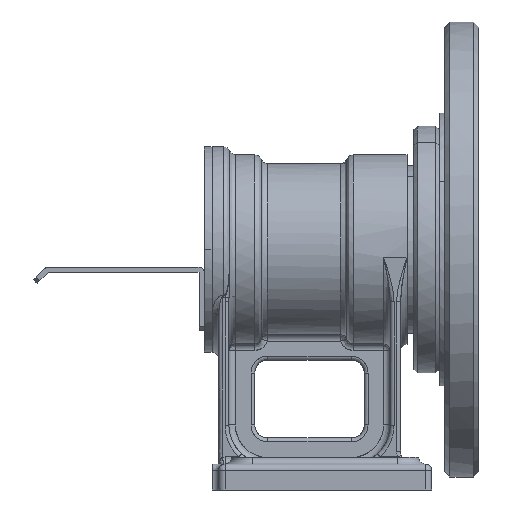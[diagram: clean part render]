
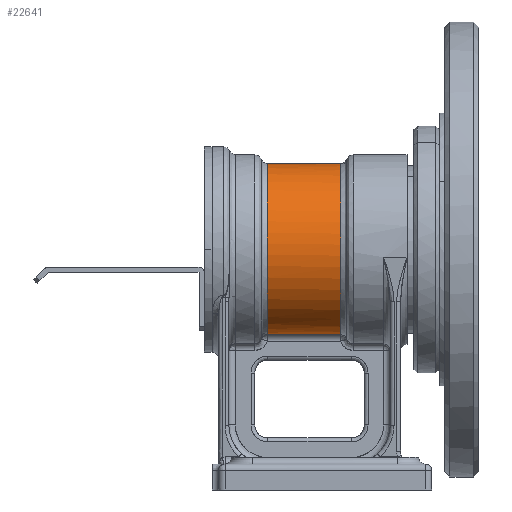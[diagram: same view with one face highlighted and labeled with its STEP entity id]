
A CAD part, front view. The second image highlights one B-rep face of the part: STEP entity #22641.
In plain terms, the highlighted free-form (B-spline) face has degree [2, 1] with [5, 2] control points.
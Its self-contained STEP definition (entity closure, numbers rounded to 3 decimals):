
#22641 = ADVANCED_FACE('',(#22642),#22678,.T.);
#22642 = FACE_BOUND('',#22643,.T.);
#22643 = EDGE_LOOP('',(#22644,#22653,#22663,#22670));
#22644 = ORIENTED_EDGE('',*,*,#22645,.T.);
#22645 = EDGE_CURVE('',#22646,#22648,#22650,.T.);
#22646 = VERTEX_POINT('',#22647);
#22647 = CARTESIAN_POINT('',(16.923,0.,353.963));
#22648 = VERTEX_POINT('',#22649);
#22649 = CARTESIAN_POINT('',(-62.699,0.,353.963));
#22650 = B_SPLINE_CURVE_WITH_KNOTS('',1,(#22651,#22652),.UNSPECIFIED.,
  .F.,.F.,(2,2),(0.,56.461),.PIECEWISE_BEZIER_KNOTS.);
#22651 = CARTESIAN_POINT('',(16.923,0.,353.963));
#22652 = CARTESIAN_POINT('',(-62.699,0.,353.963));
#22653 = ORIENTED_EDGE('',*,*,#22654,.T.);
#22654 = EDGE_CURVE('',#22648,#22655,#22657,.T.);
#22655 = VERTEX_POINT('',#22656);
#22656 = CARTESIAN_POINT('',(-62.699,-11.798,
    168.566));
#22657 = ( BOUNDED_CURVE() B_SPLINE_CURVE(2,(#22658,#22659,#22660,#22661
,#22662),.UNSPECIFIED.,.F.,.F.) B_SPLINE_CURVE_WITH_KNOTS((3,2,3),(
    3.269,4.776,6.283),
.PIECEWISE_BEZIER_KNOTS.) CURVE() GEOMETRIC_REPRESENTATION_ITEM() 
RATIONAL_B_SPLINE_CURVE((1.,0.729,1.,0.729,1.)) 
REPRESENTATION_ITEM('') );
#22658 = CARTESIAN_POINT('',(-62.699,0.,
    353.963));
#22659 = CARTESIAN_POINT('',(-62.699,-87.339,
    353.963));
#22660 = CARTESIAN_POINT('',(-62.699,-92.886,
    266.8));
#22661 = CARTESIAN_POINT('',(-62.699,-98.433,
    179.637));
#22662 = CARTESIAN_POINT('',(-62.699,-11.798,
    168.566));
#22663 = ORIENTED_EDGE('',*,*,#22664,.T.);
#22664 = EDGE_CURVE('',#22655,#22665,#22667,.T.);
#22665 = VERTEX_POINT('',#22666);
#22666 = CARTESIAN_POINT('',(16.923,-11.798,
    168.566));
#22667 = B_SPLINE_CURVE_WITH_KNOTS('',1,(#22668,#22669),.UNSPECIFIED.,
  .F.,.F.,(2,2),(0.,56.461),.PIECEWISE_BEZIER_KNOTS.);
#22668 = CARTESIAN_POINT('',(-62.699,-11.798,
    168.566));
#22669 = CARTESIAN_POINT('',(16.923,-11.798,
    168.566));
#22670 = ORIENTED_EDGE('',*,*,#22671,.T.);
#22671 = EDGE_CURVE('',#22665,#22646,#22672,.T.);
#22672 = ( BOUNDED_CURVE() B_SPLINE_CURVE(2,(#22673,#22674,#22675,#22676
,#22677),.UNSPECIFIED.,.F.,.F.) B_SPLINE_CURVE_WITH_KNOTS((3,2,3),(
    3.269,4.776,6.283),
.PIECEWISE_BEZIER_KNOTS.) CURVE() GEOMETRIC_REPRESENTATION_ITEM() 
RATIONAL_B_SPLINE_CURVE((1.,0.729,1.,0.729,1.)) 
REPRESENTATION_ITEM('') );
#22673 = CARTESIAN_POINT('',(16.923,-11.798,
    168.566));
#22674 = CARTESIAN_POINT('',(16.923,-98.433,
    179.637));
#22675 = CARTESIAN_POINT('',(16.923,-92.886,
    266.8));
#22676 = CARTESIAN_POINT('',(16.923,-87.339,
    353.963));
#22677 = CARTESIAN_POINT('',(16.923,0.,
    353.963));
#22678 = ( BOUNDED_SURFACE() B_SPLINE_SURFACE(2,1,(
    (#22679,#22680)
    ,(#22681,#22682)
    ,(#22683,#22684)
    ,(#22685,#22686)
    ,(#22687,#22688
)),.UNSPECIFIED.,.F.,.F.,.F.) B_SPLINE_SURFACE_WITH_KNOTS((3,2,3),(2,2),
  (-1.507,0.,1.507),(-56.461,0.),
.PIECEWISE_BEZIER_KNOTS.) GEOMETRIC_REPRESENTATION_ITEM() 
RATIONAL_B_SPLINE_SURFACE((
    (1.,1.)
    ,(0.729,0.729)
    ,(1.,1.)
    ,(0.729,0.729)
,(1.,1.))) REPRESENTATION_ITEM('') SURFACE() );
#22679 = CARTESIAN_POINT('',(16.923,-11.798,
    168.566));
#22680 = CARTESIAN_POINT('',(-62.699,-11.798,
    168.566));
#22681 = CARTESIAN_POINT('',(16.923,-98.433,
    179.637));
#22682 = CARTESIAN_POINT('',(-62.699,-98.433,
    179.637));
#22683 = CARTESIAN_POINT('',(16.923,-92.886,
    266.8));
#22684 = CARTESIAN_POINT('',(-62.699,-92.886,
    266.8));
#22685 = CARTESIAN_POINT('',(16.923,-87.339,
    353.963));
#22686 = CARTESIAN_POINT('',(-62.699,-87.339,
    353.963));
#22687 = CARTESIAN_POINT('',(16.923,0.,
    353.963));
#22688 = CARTESIAN_POINT('',(-62.699,0.,
    353.963));
